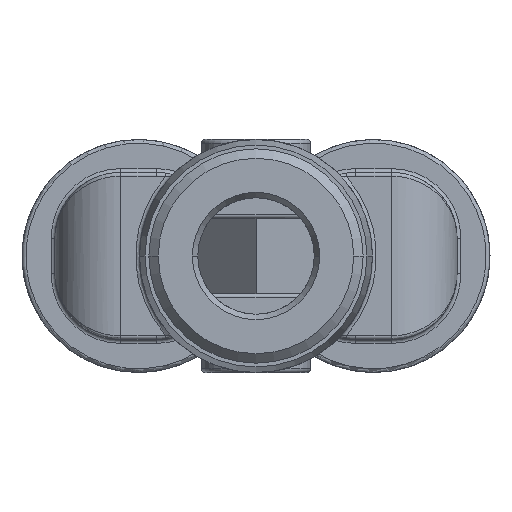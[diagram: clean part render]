
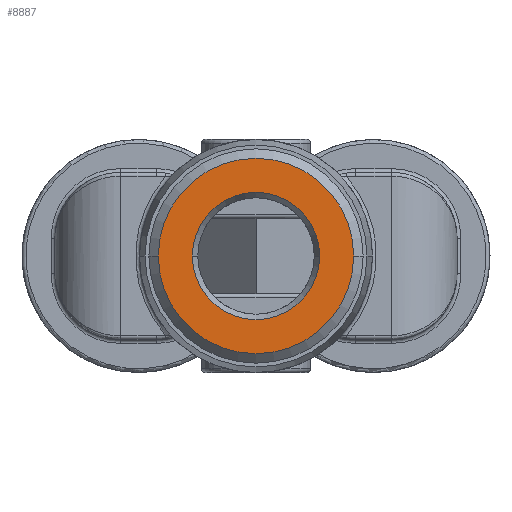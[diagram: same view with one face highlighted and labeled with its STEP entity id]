
A CAD part, front view. The second image highlights one B-rep face of the part: STEP entity #8887.
In plain terms, the highlighted planar face has unit normal (0, -1, 0).
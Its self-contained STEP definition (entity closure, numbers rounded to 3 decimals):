
#2302=CARTESIAN_POINT('',(0.,-5.3,0.));
#2303=DIRECTION('',(0.,-1.,0.));
#2304=DIRECTION('',(1.,0.,0.));
#2305=AXIS2_PLACEMENT_3D('',#2302,#2303,#2304);
#2315=CARTESIAN_POINT('',(0.,-5.3,0.));
#2316=DIRECTION('',(0.,1.,0.));
#2317=DIRECTION('',(1.,0.,0.));
#2318=AXIS2_PLACEMENT_3D('',#2315,#2316,#2317);
#2320=CARTESIAN_POINT('',(0.,-5.3,0.));
#2321=DIRECTION('',(0.,1.,0.));
#2322=DIRECTION('',(1.,0.,0.));
#2323=AXIS2_PLACEMENT_3D('',#2320,#2321,#2322);
#2325=CARTESIAN_POINT('',(0.,-5.3,0.));
#2326=DIRECTION('',(0.,-1.,0.));
#2327=DIRECTION('',(1.,0.,0.));
#2328=AXIS2_PLACEMENT_3D('',#2325,#2326,#2327);
#3830=CARTESIAN_POINT('',(3.389,-5.3,0.));
#3832=VERTEX_POINT('',#3830);
#3833=CARTESIAN_POINT('',(5.2,-5.3,0.));
#3835=VERTEX_POINT('',#3833);
#3840=CARTESIAN_POINT('',(-3.389,-5.3,0.));
#3842=VERTEX_POINT('',#3840);
#3843=CARTESIAN_POINT('',(-5.2,-5.3,0.));
#3845=VERTEX_POINT('',#3843);
#8872=CARTESIAN_POINT('',(0.,-5.3,0.));
#8873=DIRECTION('',(0.,-1.,0.));
#8874=DIRECTION('',(-1.,0.,0.));
#8875=AXIS2_PLACEMENT_3D('',#8872,#8873,#8874);
#8876=PLANE('',#8875);
#8877=ORIENTED_EDGE('',*,*,#8851,.F.);
#8878=ORIENTED_EDGE('',*,*,#8867,.T.);
#8879=EDGE_LOOP('',(#8877,#8878));
#8880=FACE_OUTER_BOUND('',#8879,.F.);
#8882=ORIENTED_EDGE('',*,*,#8881,.F.);
#8884=ORIENTED_EDGE('',*,*,#8883,.T.);
#8885=EDGE_LOOP('',(#8882,#8884));
#8886=FACE_BOUND('',#8885,.F.);
#8887=ADVANCED_FACE('',(#8880,#8886),#8876,.T.);
#2306=CIRCLE('',#2305,5.2);
#2319=CIRCLE('',#2318,5.2);
#2324=CIRCLE('',#2323,3.389);
#2329=CIRCLE('',#2328,3.389);
#8851=EDGE_CURVE('',#3835,#3845,#2306,.T.);
#8867=EDGE_CURVE('',#3835,#3845,#2319,.T.);
#8881=EDGE_CURVE('',#3832,#3842,#2324,.T.);
#8883=EDGE_CURVE('',#3832,#3842,#2329,.T.);
